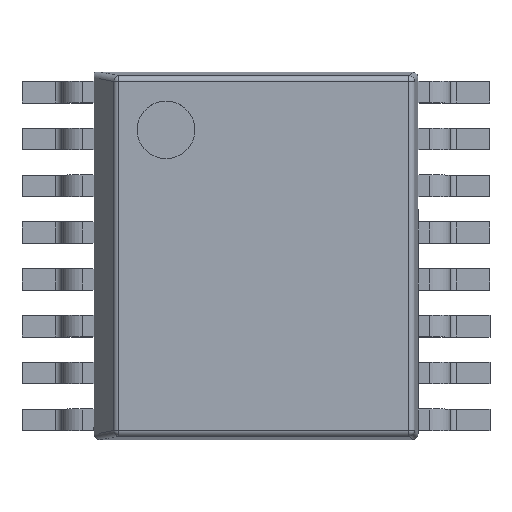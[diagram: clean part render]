
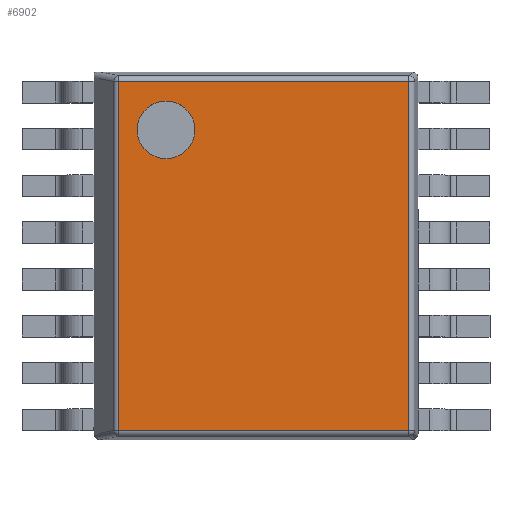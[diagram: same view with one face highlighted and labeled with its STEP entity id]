
A CAD part, top view. The second image highlights one B-rep face of the part: STEP entity #6902.
In plain terms, the highlighted planar face has unit normal (0, 0, 1).
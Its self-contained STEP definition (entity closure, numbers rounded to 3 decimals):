
#466 = DIRECTION ( 'NONE',  ( 0., 0., 1. ) ) ;
#699 = CIRCLE ( 'NONE', #3861, 0.4 ) ;
#788 = ORIENTED_EDGE ( 'NONE', *, *, #5483, .T. ) ;
#897 = DIRECTION ( 'NONE',  ( 1., 0., 0. ) ) ;
#1289 = VERTEX_POINT ( 'NONE', #7129 ) ;
#1293 = VECTOR ( 'NONE', #7476, 1000. ) ;
#1454 = DIRECTION ( 'NONE',  ( 1., 0., 0. ) ) ;
#1916 = CARTESIAN_POINT ( 'NONE',  ( 2.124, -2.55, 1.06 ) ) ;
#2068 = EDGE_CURVE ( 'NONE', #11241, #3556, #699, .T. ) ;
#2107 = LINE ( 'NONE', #9447, #9847 ) ;
#2399 = PLANE ( 'NONE',  #11911 ) ;
#2536 = CARTESIAN_POINT ( 'NONE',  ( -2.25, 2.424, 1.06 ) ) ;
#2872 = EDGE_CURVE ( 'NONE', #10219, #7802, #12231, .T. ) ;
#2896 = DIRECTION ( 'NONE',  ( 0., -1., 0. ) ) ;
#2986 = VECTOR ( 'NONE', #11411, 1000. ) ;
#3190 = FACE_BOUND ( 'NONE', #4611, .T. ) ;
#3222 = DIRECTION ( 'NONE',  ( 1., 0., 0. ) ) ;
#3305 = AXIS2_PLACEMENT_3D ( 'NONE', #7064, #10852, #897 ) ;
#3508 = VERTEX_POINT ( 'NONE', #7511 ) ;
#3556 = VERTEX_POINT ( 'NONE', #10443 ) ;
#3861 = AXIS2_PLACEMENT_3D ( 'NONE', #9852, #7033, #3222 ) ;
#4611 = EDGE_LOOP ( 'NONE', ( #5236, #9843 ) ) ;
#4840 = EDGE_CURVE ( 'NONE', #3556, #11241, #7870, .T. ) ;
#4863 = CARTESIAN_POINT ( 'NONE',  ( -1.65, 1.75, 1.06 ) ) ;
#4990 = FACE_OUTER_BOUND ( 'NONE', #6461, .T. ) ;
#5236 = ORIENTED_EDGE ( 'NONE', *, *, #4840, .F. ) ;
#5314 = ORIENTED_EDGE ( 'NONE', *, *, #10344, .T. ) ;
#5483 = EDGE_CURVE ( 'NONE', #1289, #3508, #2107, .T. ) ;
#6458 = DIRECTION ( 'NONE',  ( -1., 0., 0. ) ) ;
#6461 = EDGE_LOOP ( 'NONE', ( #5314, #788, #10537, #10039 ) ) ;
#6902 = ADVANCED_FACE ( 'NONE', ( #4990, #3190 ), #2399, .T. ) ;
#7033 = DIRECTION ( 'NONE',  ( 0., 0., 1. ) ) ;
#7064 = CARTESIAN_POINT ( 'NONE',  ( -1.25, 1.75, 1.06 ) ) ;
#7129 = CARTESIAN_POINT ( 'NONE',  ( -1.908, 2.424, 1.06 ) ) ;
#7158 = CARTESIAN_POINT ( 'NONE',  ( 2.124, -2.424, 1.06 ) ) ;
#7190 = LINE ( 'NONE', #2536, #9938 ) ;
#7476 = DIRECTION ( 'NONE',  ( 1., 0., 0. ) ) ;
#7511 = CARTESIAN_POINT ( 'NONE',  ( -1.908, -2.424, 1.06 ) ) ;
#7671 = CARTESIAN_POINT ( 'NONE',  ( 2.124, 2.424, 1.06 ) ) ;
#7802 = VERTEX_POINT ( 'NONE', #7671 ) ;
#7870 = CIRCLE ( 'NONE', #3305, 0.4 ) ;
#8493 = EDGE_CURVE ( 'NONE', #3508, #10219, #11266, .T. ) ;
#9447 = CARTESIAN_POINT ( 'NONE',  ( -1.908, -2.55, 1.06 ) ) ;
#9843 = ORIENTED_EDGE ( 'NONE', *, *, #2068, .F. ) ;
#9847 = VECTOR ( 'NONE', #2896, 1000. ) ;
#9852 = CARTESIAN_POINT ( 'NONE',  ( -1.25, 1.75, 1.06 ) ) ;
#9938 = VECTOR ( 'NONE', #6458, 1000. ) ;
#9943 = CARTESIAN_POINT ( 'NONE',  ( -2.25, -2.55, 1.06 ) ) ;
#10039 = ORIENTED_EDGE ( 'NONE', *, *, #2872, .T. ) ;
#10219 = VERTEX_POINT ( 'NONE', #7158 ) ;
#10344 = EDGE_CURVE ( 'NONE', #7802, #1289, #7190, .T. ) ;
#10394 = CARTESIAN_POINT ( 'NONE',  ( -2.25, -2.424, 1.06 ) ) ;
#10443 = CARTESIAN_POINT ( 'NONE',  ( -0.85, 1.75, 1.06 ) ) ;
#10537 = ORIENTED_EDGE ( 'NONE', *, *, #8493, .T. ) ;
#10852 = DIRECTION ( 'NONE',  ( 0., 0., 1. ) ) ;
#11241 = VERTEX_POINT ( 'NONE', #4863 ) ;
#11266 = LINE ( 'NONE', #10394, #1293 ) ;
#11411 = DIRECTION ( 'NONE',  ( 0., 1., 0. ) ) ;
#11911 = AXIS2_PLACEMENT_3D ( 'NONE', #9943, #466, #1454 ) ;
#12231 = LINE ( 'NONE', #1916, #2986 ) ;
